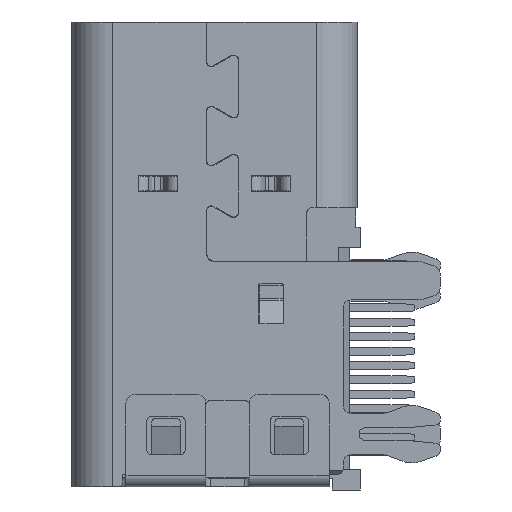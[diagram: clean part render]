
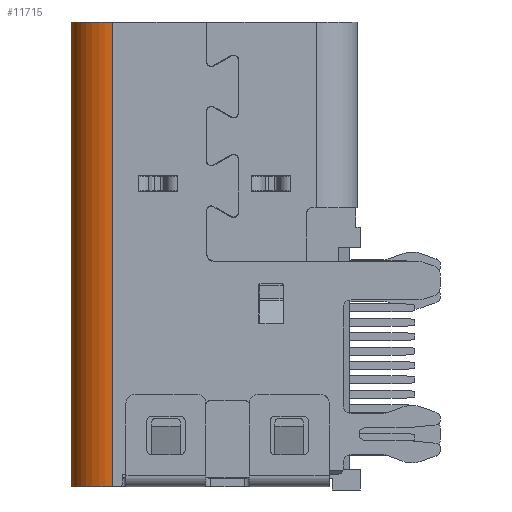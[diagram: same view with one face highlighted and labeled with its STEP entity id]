
A CAD part, left-side view. The second image highlights one B-rep face of the part: STEP entity #11715.
In plain terms, the highlighted cylindrical face has radius 1.28 mm (diameter 2.56 mm), a partial arc.
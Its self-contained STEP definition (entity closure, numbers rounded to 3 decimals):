
#197 = DIRECTION ( 'NONE',  ( -1., 0., 0. ) ) ;
#449 = EDGE_CURVE ( 'NONE', #6029, #5680, #8574, .T. ) ;
#769 = ORIENTED_EDGE ( 'NONE', *, *, #449, .T. ) ;
#1685 = CARTESIAN_POINT ( 'NONE',  ( -1.58, 7.76, -11.55 ) ) ;
#1842 = DIRECTION ( 'NONE',  ( 0., 0., 1. ) ) ;
#2163 = EDGE_CURVE ( 'NONE', #6029, #22779, #6978, .T. ) ;
#2347 = ORIENTED_EDGE ( 'NONE', *, *, #22799, .F. ) ;
#2596 = CARTESIAN_POINT ( 'NONE',  ( -0.3, 9.04, 3. ) ) ;
#3774 = FACE_OUTER_BOUND ( 'NONE', #18950, .T. ) ;
#3944 = DIRECTION ( 'NONE',  ( -1., 0., 0. ) ) ;
#4420 = ORIENTED_EDGE ( 'NONE', *, *, #2163, .F. ) ;
#4505 = ORIENTED_EDGE ( 'NONE', *, *, #27576, .T. ) ;
#5680 = VERTEX_POINT ( 'NONE', #14802 ) ;
#6029 = VERTEX_POINT ( 'NONE', #18850 ) ;
#6829 = DIRECTION ( 'NONE',  ( 0., 0., 1. ) ) ;
#6978 = LINE ( 'NONE', #11463, #18903 ) ;
#8574 = CIRCLE ( 'NONE', #24246, 1.28 ) ;
#9223 = DIRECTION ( 'NONE',  ( 0., 0., 1. ) ) ;
#10227 = DIRECTION ( 'NONE',  ( 0., 0., 1. ) ) ;
#11463 = CARTESIAN_POINT ( 'NONE',  ( -0.3, 9.04, -11.55 ) ) ;
#11715 = ADVANCED_FACE ( 'NONE', ( #3774 ), #14401, .T. ) ;
#12306 = CARTESIAN_POINT ( 'NONE',  ( -0.3, 7.76, -11.55 ) ) ;
#12310 = LINE ( 'NONE', #1685, #17381 ) ;
#14401 = CYLINDRICAL_SURFACE ( 'NONE', #16234, 1.28 ) ;
#14802 = CARTESIAN_POINT ( 'NONE',  ( -1.58, 7.76, -11.55 ) ) ;
#16234 = AXIS2_PLACEMENT_3D ( 'NONE', #12306, #6829, #21972 ) ;
#17274 = DIRECTION ( 'NONE',  ( 0., 0., 1. ) ) ;
#17381 = VECTOR ( 'NONE', #10227, 1000. ) ;
#18850 = CARTESIAN_POINT ( 'NONE',  ( -0.3, 9.04, -11.55 ) ) ;
#18903 = VECTOR ( 'NONE', #9223, 1000. ) ;
#18950 = EDGE_LOOP ( 'NONE', ( #2347, #4420, #769, #4505 ) ) ;
#19535 = CARTESIAN_POINT ( 'NONE',  ( -0.3, 7.76, 3. ) ) ;
#19675 = CARTESIAN_POINT ( 'NONE',  ( -1.58, 7.76, 3. ) ) ;
#21169 = VERTEX_POINT ( 'NONE', #19675 ) ;
#21972 = DIRECTION ( 'NONE',  ( -1., 0., 0. ) ) ;
#22619 = CIRCLE ( 'NONE', #23957, 1.28 ) ;
#22779 = VERTEX_POINT ( 'NONE', #2596 ) ;
#22799 = EDGE_CURVE ( 'NONE', #22779, #21169, #22619, .T. ) ;
#23957 = AXIS2_PLACEMENT_3D ( 'NONE', #19535, #17274, #197 ) ;
#24246 = AXIS2_PLACEMENT_3D ( 'NONE', #25372, #1842, #3944 ) ;
#25372 = CARTESIAN_POINT ( 'NONE',  ( -0.3, 7.76, -11.55 ) ) ;
#27576 = EDGE_CURVE ( 'NONE', #5680, #21169, #12310, .T. ) ;
